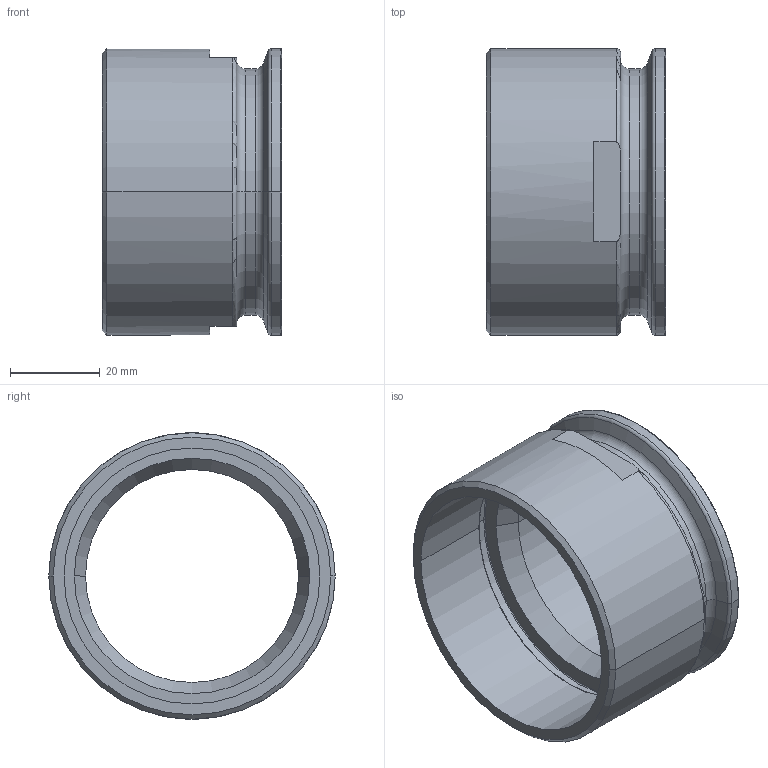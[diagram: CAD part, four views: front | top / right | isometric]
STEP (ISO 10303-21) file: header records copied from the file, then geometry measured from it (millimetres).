
FILE_DESCRIPTION (( 'STEP AP214' ), '1' );
FILE_NAME ('AF.200.200.STEP', '2020-03-16T15:52:40', ( '' ), ( '' ), 'SwSTEP 2.0', 'SolidWorks 2019', '' );
FILE_SCHEMA (( 'AUTOMOTIVE_DESIGN' ));
Length unit declared in the file: millimetre
Products named in the file (1): AF.200.200
Bounding box: 40 x 64 x 64 mm (x, y, z)
Volume: 32694.1 mm3; surface area: 18861.9 mm2
Topology: 1 solids, 1 shells, 55 faces, 116 edges, 67 vertices
Faces by surface type: torus 23, cylinder 12, cone 10, plane 10
Entity records: 1570 total; most frequent: DIRECTION 306, CARTESIAN_POINT 295, ORIENTED_EDGE 232, AXIS2_PLACEMENT_3D 138, EDGE_CURVE 116, CIRCLE 82, VERTEX_POINT 67, EDGE_LOOP 61
